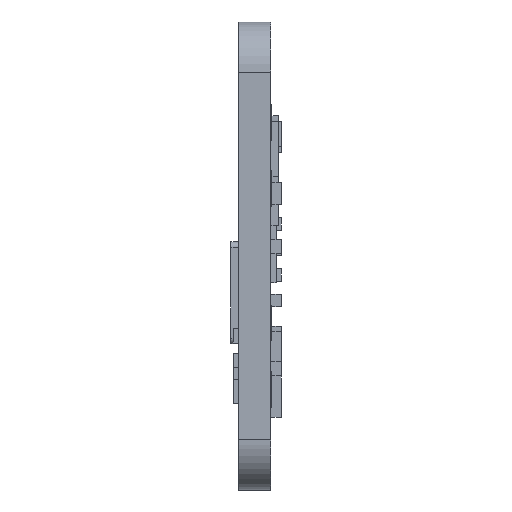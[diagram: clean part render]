
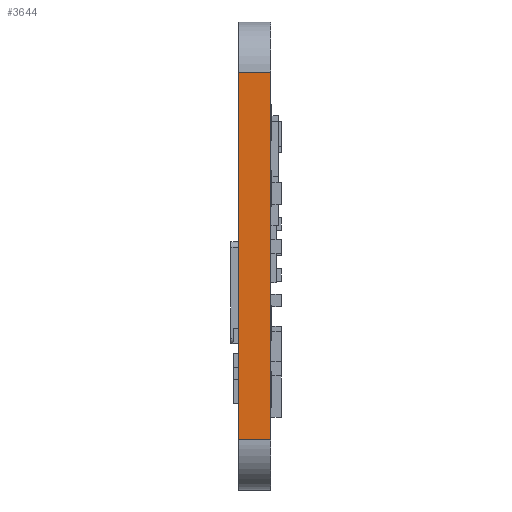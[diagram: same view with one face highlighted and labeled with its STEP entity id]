
A CAD part, left-side view. The second image highlights one B-rep face of the part: STEP entity #3644.
In plain terms, the highlighted free-form (B-spline) face has degree [1, 1] with [2, 2] control points.
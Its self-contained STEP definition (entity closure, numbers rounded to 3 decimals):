
#1403 = VERTEX_POINT('',#1404);
#1404 = CARTESIAN_POINT('',(-7.878,0.881,
    0.793));
#1884 = VERTEX_POINT('',#1885);
#1885 = CARTESIAN_POINT('',(-7.878,0.881,
    -11.895));
#1891 = EDGE_CURVE('',#1884,#1403,#1892,.T.);
#1892 = B_SPLINE_CURVE_WITH_KNOTS('',1,(#1893,#1894),.UNSPECIFIED.,.F.,
  .F.,(2,2),(-3.493,10.478),.PIECEWISE_BEZIER_KNOTS.);
#1893 = CARTESIAN_POINT('',(-7.878,0.881,
    -11.895));
#1894 = CARTESIAN_POINT('',(-7.878,0.881,
    0.793));
#3623 = EDGE_CURVE('',#3624,#1403,#3626,.T.);
#3624 = VERTEX_POINT('',#3625);
#3625 = CARTESIAN_POINT('',(-7.878,-0.227,
    0.793));
#3626 = B_SPLINE_CURVE_WITH_KNOTS('',1,(#3627,#3628),.UNSPECIFIED.,.F.,
  .F.,(2,2),(-1.067,0.153),.PIECEWISE_BEZIER_KNOTS.);
#3627 = CARTESIAN_POINT('',(-7.878,-0.227,
    0.793));
#3628 = CARTESIAN_POINT('',(-7.878,0.881,
    0.793));
#3644 = ADVANCED_FACE('',(#3645),#3661,.T.);
#3645 = FACE_BOUND('',#3646,.T.);
#3646 = EDGE_LOOP('',(#3647,#3654,#3659,#3660));
#3647 = ORIENTED_EDGE('',*,*,#3648,.F.);
#3648 = EDGE_CURVE('',#3649,#1884,#3651,.T.);
#3649 = VERTEX_POINT('',#3650);
#3650 = CARTESIAN_POINT('',(-7.878,-0.227,
    -11.895));
#3651 = B_SPLINE_CURVE_WITH_KNOTS('',1,(#3652,#3653),.UNSPECIFIED.,.F.,
  .F.,(2,2),(-0.25,0.97),.PIECEWISE_BEZIER_KNOTS.);
#3652 = CARTESIAN_POINT('',(-7.878,-0.227,
    -11.895));
#3653 = CARTESIAN_POINT('',(-7.878,0.881,
    -11.895));
#3654 = ORIENTED_EDGE('',*,*,#3655,.T.);
#3655 = EDGE_CURVE('',#3649,#3624,#3656,.T.);
#3656 = B_SPLINE_CURVE_WITH_KNOTS('',1,(#3657,#3658),.UNSPECIFIED.,.F.,
  .F.,(2,2),(-3.493,10.478),.PIECEWISE_BEZIER_KNOTS.);
#3657 = CARTESIAN_POINT('',(-7.878,-0.227,
    -11.895));
#3658 = CARTESIAN_POINT('',(-7.878,-0.227,
    0.793));
#3659 = ORIENTED_EDGE('',*,*,#3623,.T.);
#3660 = ORIENTED_EDGE('',*,*,#1891,.F.);
#3661 = B_SPLINE_SURFACE_WITH_KNOTS('',1,1,(
    (#3662,#3663)
    ,(#3664,#3665
    )),.UNSPECIFIED.,.F.,.F.,.F.,(2,2),(2,2),(0.,13.97),(-0.25,0.97),
  .PIECEWISE_BEZIER_KNOTS.);
#3662 = CARTESIAN_POINT('',(-7.878,-0.227,
    -11.895));
#3663 = CARTESIAN_POINT('',(-7.878,0.881,
    -11.895));
#3664 = CARTESIAN_POINT('',(-7.878,-0.227,
    0.793));
#3665 = CARTESIAN_POINT('',(-7.878,0.881,
    0.793));
